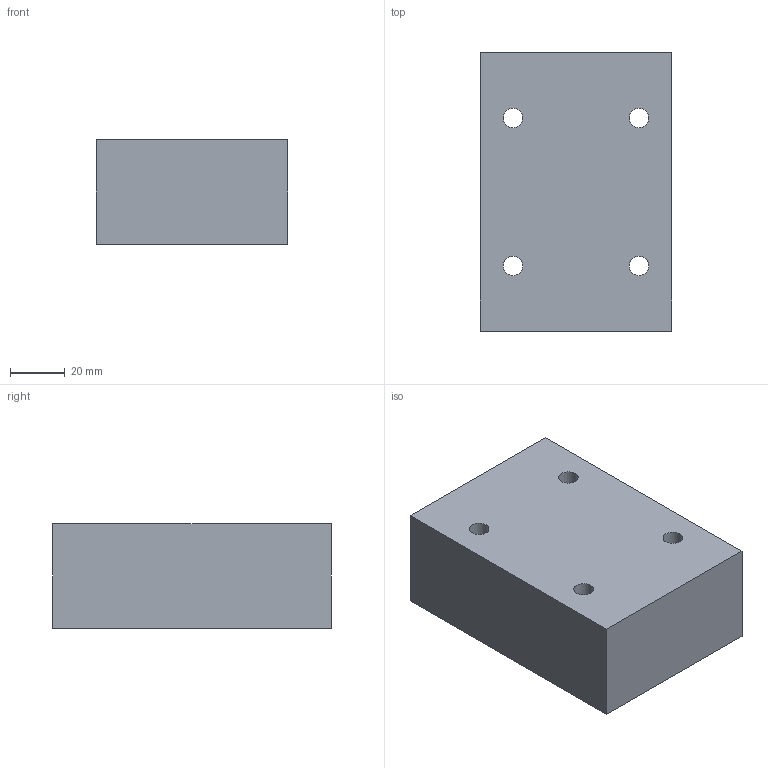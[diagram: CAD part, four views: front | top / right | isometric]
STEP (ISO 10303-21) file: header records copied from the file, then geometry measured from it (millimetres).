
FILE_DESCRIPTION(/* description */ (''),/* implementation_level */ '2;1');
FILE_NAME(/* name */ '_D05HCOP.stp',/* time_stamp */ '2021-12-08T06:44:15-05:00',/* author */ ('jrf'),/* organization */ (''),/* preprocessor_version */ 'ST-DEVELOPER v18',/* originating_system */ 'Autodesk Inventor 2020',/* authorisation */ '');
FILE_SCHEMA (('AUTOMOTIVE_DESIGN { 1 0 10303 214 3 1 1 }'));
Length unit declared in the file: inch
Products named in the file (1): _D05HCOP
Bounding box: 69.85 x 101.6 x 38.1 mm (x, y, z)
Volume: 254711.1 mm3; surface area: 32603.4 mm2
Topology: 1 solids, 1 shells, 326 faces, 888 edges, 596 vertices
Faces by surface type: plane 221, bspline 79, cylinder 25, cone 1
Full cylindrical faces by diameter (mm): 7.137 x4, 11.125 x2, 15.875 x2
Entity records: 10930 total; most frequent: CARTESIAN_POINT 3079, ORIENTED_EDGE 1774, DIRECTION 1288, EDGE_CURVE 887, LINE 666, VECTOR 666, VERTEX_POINT 596, EDGE_LOOP 367
